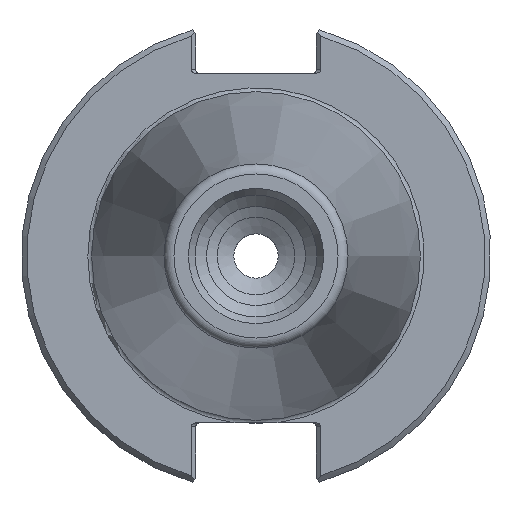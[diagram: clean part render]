
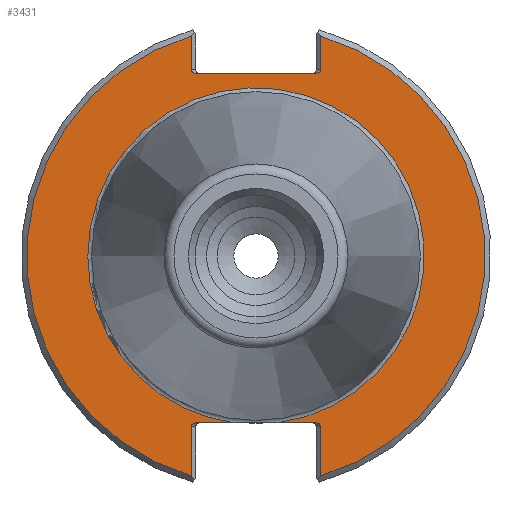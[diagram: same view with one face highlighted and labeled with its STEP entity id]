
A CAD part, left-side view. The second image highlights one B-rep face of the part: STEP entity #3431.
In plain terms, the highlighted planar face has unit normal (-1, 0, 0).
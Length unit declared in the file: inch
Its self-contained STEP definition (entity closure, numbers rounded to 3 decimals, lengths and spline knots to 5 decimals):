
#2489=CARTESIAN_POINT('',(0.125,0.345,0.992));
#2490=VERTEX_POINT('',#2489);
#2497=CARTESIAN_POINT('',(0.125,0.31672,0.972));
#2498=VERTEX_POINT('',#2497);
#2499=CARTESIAN_POINT('',(0.125,0.31672,0.992));
#2500=DIRECTION('',(-1.0,0.0,0.0));
#2501=DIRECTION('',(0.0,1.0,0.0));
#2502=AXIS2_PLACEMENT_3D('',#2499,#2500,#2501);
#2503=ELLIPSE('',#2502,0.02828,0.02);
#2504=EDGE_CURVE('',#2490,#2498,#2503,.T.);
#2589=CARTESIAN_POINT('',(0.125,0.345,1.1702));
#2590=VERTEX_POINT('',#2589);
#2597=CARTESIAN_POINT('',(0.125,0.345,1.1702));
#2598=DIRECTION('',(0.0,0.0,-1.0));
#2599=VECTOR('',#2598,0.1782);
#2600=LINE('',#2597,#2599);
#2601=EDGE_CURVE('',#2590,#2490,#2600,.T.);
#2701=CARTESIAN_POINT('',(0.125,-0.31672,0.972));
#2702=VERTEX_POINT('',#2701);
#2709=CARTESIAN_POINT('',(0.125,-0.345,0.992));
#2710=VERTEX_POINT('',#2709);
#2711=CARTESIAN_POINT('',(0.125,-0.31672,0.992));
#2712=DIRECTION('',(-1.0,0.0,0.0));
#2713=DIRECTION('',(0.0,-1.0,0.0));
#2714=AXIS2_PLACEMENT_3D('',#2711,#2712,#2713);
#2715=ELLIPSE('',#2714,0.02828,0.02);
#2716=EDGE_CURVE('',#2702,#2710,#2715,.T.);
#2766=CARTESIAN_POINT('',(0.125,-0.345,1.1702));
#2767=VERTEX_POINT('',#2766);
#2768=CARTESIAN_POINT('',(0.125,-0.345,0.992));
#2769=DIRECTION('',(0.0,0.0,1.0));
#2770=VECTOR('',#2769,0.1782);
#2771=LINE('',#2768,#2770);
#2772=EDGE_CURVE('',#2710,#2767,#2771,.T.);
#2790=CARTESIAN_POINT('',(0.125,-0.345,-0.908));
#2791=VERTEX_POINT('',#2790);
#2792=CARTESIAN_POINT('',(0.125,-0.31672,-0.888));
#2793=VERTEX_POINT('',#2792);
#2794=CARTESIAN_POINT('',(0.125,-0.31672,-0.908));
#2795=DIRECTION('',(-1.0,0.0,0.0));
#2796=DIRECTION('',(0.0,-1.0,0.0));
#2797=AXIS2_PLACEMENT_3D('',#2794,#2795,#2796);
#2798=ELLIPSE('',#2797,0.02828,0.02);
#2799=EDGE_CURVE('',#2791,#2793,#2798,.T.);
#2897=CARTESIAN_POINT('',(0.125,-0.345,-1.1702));
#2898=VERTEX_POINT('',#2897);
#2905=CARTESIAN_POINT('',(0.125,-0.345,-1.1702));
#2906=DIRECTION('',(0.0,0.0,1.0));
#2907=VECTOR('',#2906,0.2622);
#2908=LINE('',#2905,#2907);
#2909=EDGE_CURVE('',#2898,#2791,#2908,.T.);
#3009=CARTESIAN_POINT('',(0.125,0.31672,-0.888));
#3010=VERTEX_POINT('',#3009);
#3017=CARTESIAN_POINT('',(0.125,0.345,-0.908));
#3018=VERTEX_POINT('',#3017);
#3019=CARTESIAN_POINT('',(0.125,0.31672,-0.908));
#3020=DIRECTION('',(-1.0,0.0,0.0));
#3021=DIRECTION('',(0.0,1.0,0.0));
#3022=AXIS2_PLACEMENT_3D('',#3019,#3020,#3021);
#3023=ELLIPSE('',#3022,0.02828,0.02);
#3024=EDGE_CURVE('',#3010,#3018,#3023,.T.);
#3074=CARTESIAN_POINT('',(0.125,0.345,-1.1702));
#3075=VERTEX_POINT('',#3074);
#3076=CARTESIAN_POINT('',(0.125,0.345,-0.908));
#3077=DIRECTION('',(0.0,0.0,-1.0));
#3078=VECTOR('',#3077,0.2622);
#3079=LINE('',#3076,#3078);
#3080=EDGE_CURVE('',#3018,#3075,#3079,.T.);
#3147=CARTESIAN_POINT('',(0.125,0.31672,0.972));
#3148=DIRECTION('',(0.0,-1.0,0.0));
#3149=VECTOR('',#3148,0.63343);
#3150=LINE('',#3147,#3149);
#3151=EDGE_CURVE('',#2498,#2702,#3150,.T.);
#3349=CARTESIAN_POINT('',(0.125,-0.11172,-0.888));
#3350=VERTEX_POINT('',#3349);
#3351=CARTESIAN_POINT('',(0.125,0.11172,-0.888));
#3352=VERTEX_POINT('',#3351);
#3367=CARTESIAN_POINT('',(0.125,0.,0.0));
#3368=DIRECTION('',(-1.0,0.0,0.0));
#3369=DIRECTION('',(0.0,-1.0,0.0));
#3370=AXIS2_PLACEMENT_3D('',#3367,#3368,#3369);
#3371=CIRCLE('',#3370,0.895);
#3372=EDGE_CURVE('',#3350,#3352,#3371,.T.);
#3388=CARTESIAN_POINT('',(0.125,1.0625,0.0));
#3389=DIRECTION('',(-1.0,0.0,0.0));
#3390=DIRECTION('',(0.0,0.0,1.0));
#3391=AXIS2_PLACEMENT_3D('',#3388,#3389,#3390);
#3392=PLANE('',#3391);
#3393=ORIENTED_EDGE('',*,*,#3372,.F.);
#3394=CARTESIAN_POINT('',(0.125,-0.31672,-0.888));
#3395=DIRECTION('',(0.0,1.0,0.0));
#3396=VECTOR('',#3395,0.205);
#3397=LINE('',#3394,#3396);
#3398=EDGE_CURVE('',#2793,#3350,#3397,.T.);
#3399=ORIENTED_EDGE('',*,*,#3398,.F.);
#3400=ORIENTED_EDGE('',*,*,#2799,.F.);
#3401=ORIENTED_EDGE('',*,*,#2909,.F.);
#3402=CARTESIAN_POINT('',(0.125,0.,0.0));
#3403=DIRECTION('',(1.0,0.0,0.0));
#3404=DIRECTION('',(0.0,-1.0,0.0));
#3405=AXIS2_PLACEMENT_3D('',#3402,#3403,#3404);
#3406=CIRCLE('',#3405,1.22);
#3407=EDGE_CURVE('',#2767,#2898,#3406,.T.);
#3408=ORIENTED_EDGE('',*,*,#3407,.F.);
#3409=ORIENTED_EDGE('',*,*,#2772,.F.);
#3410=ORIENTED_EDGE('',*,*,#2716,.F.);
#3411=ORIENTED_EDGE('',*,*,#3151,.F.);
#3412=ORIENTED_EDGE('',*,*,#2504,.F.);
#3413=ORIENTED_EDGE('',*,*,#2601,.F.);
#3414=CARTESIAN_POINT('',(0.125,0.,0.0));
#3415=DIRECTION('',(1.0,0.0,0.0));
#3416=DIRECTION('',(0.0,1.0,0.0));
#3417=AXIS2_PLACEMENT_3D('',#3414,#3415,#3416);
#3418=CIRCLE('',#3417,1.22);
#3419=EDGE_CURVE('',#3075,#2590,#3418,.T.);
#3420=ORIENTED_EDGE('',*,*,#3419,.F.);
#3421=ORIENTED_EDGE('',*,*,#3080,.F.);
#3422=ORIENTED_EDGE('',*,*,#3024,.F.);
#3423=CARTESIAN_POINT('',(0.125,0.11172,-0.888));
#3424=DIRECTION('',(0.0,1.0,0.0));
#3425=VECTOR('',#3424,0.205);
#3426=LINE('',#3423,#3425);
#3427=EDGE_CURVE('',#3352,#3010,#3426,.T.);
#3428=ORIENTED_EDGE('',*,*,#3427,.F.);
#3429=EDGE_LOOP('',(#3393,#3399,#3400,#3401,#3408,#3409,#3410,#3411,#3412,#3413,#3420,#3421,#3422,#3428));
#3430=FACE_OUTER_BOUND('',#3429,.T.);
#3431=ADVANCED_FACE('',(#3430),#3392,.T.);
